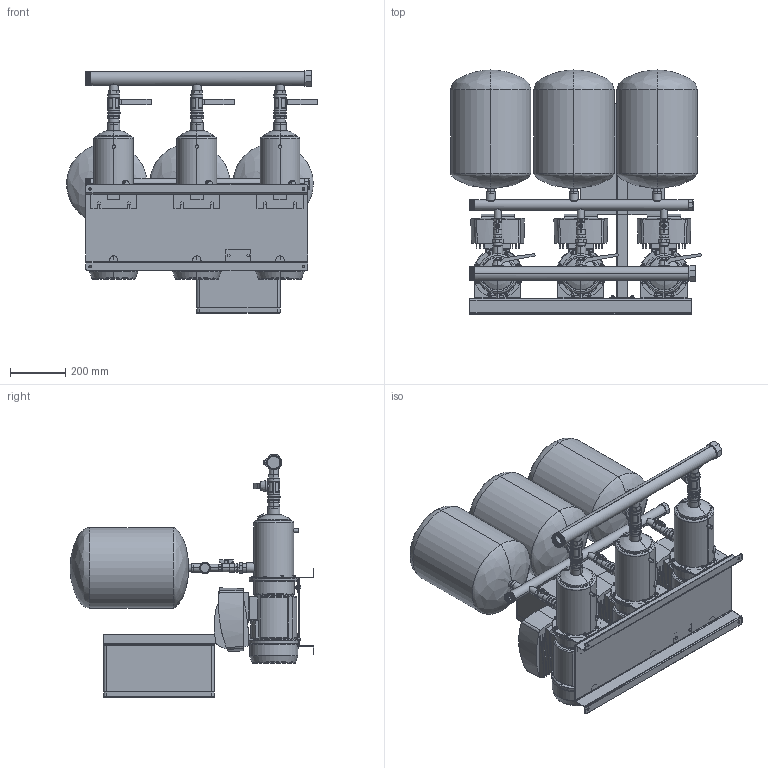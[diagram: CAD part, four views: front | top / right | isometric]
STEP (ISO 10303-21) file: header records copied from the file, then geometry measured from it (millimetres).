
FILE_DESCRIPTION (( 'STEP AP214' ), '1' );
FILE_NAME ('3EH_5-8_TE.STEP', '2022-03-02T09:56:22', ( '' ), ( '' ), 'SwSTEP 2.0', 'SolidWorks 2020', '' );
FILE_SCHEMA (( 'AUTOMOTIVE_DESIGN' ));
Length unit declared in the file: mil
Products named in the file (1): 3EH_5-8_TE
Bounding box: 905 x 880 x 876.25 mm (x, y, z)
Volume: 98814103.5 mm3; surface area: 6747229.7 mm2
Topology: 62 solids, 63 shells, 2238 faces, 5393 edges, 3484 vertices
Faces by surface type: plane 1191, cylinder 761, cone 172, torus 52, bspline 50, sphere 12
Entity records: 95143 total; most frequent: CARTESIAN_POINT 40933, ORIENTED_EDGE 10774, DIRECTION 10625, EDGE_CURVE 5387, AXIS2_PLACEMENT_3D 3750, VERTEX_POINT 3484, VECTOR 3125, LINE 3125
